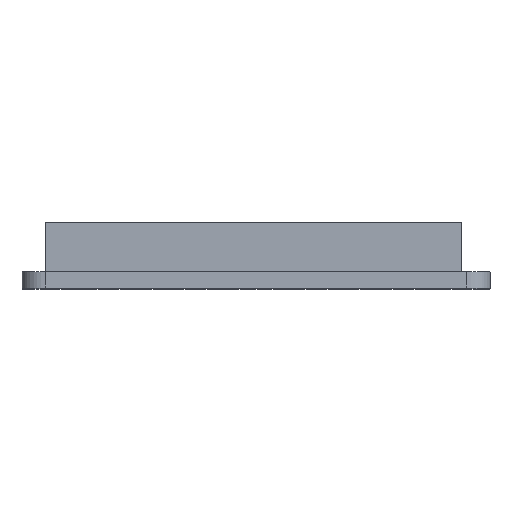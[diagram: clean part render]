
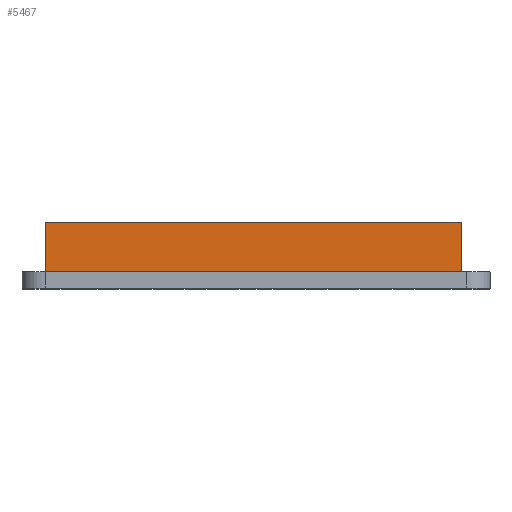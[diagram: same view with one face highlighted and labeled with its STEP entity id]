
A CAD part, top view. The second image highlights one B-rep face of the part: STEP entity #5467.
In plain terms, the highlighted planar face has unit normal (0, 0, 1).
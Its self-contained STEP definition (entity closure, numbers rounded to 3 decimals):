
#5467 = ADVANCED_FACE ( 'NONE', ( #24217 ), #13864, .T. ) ;
#6324 = ORIENTED_EDGE ( 'NONE', *, *, #9162, .T. ) ;
#6787 = VERTEX_POINT ( 'NONE', #17973 ) ;
#8478 = LINE ( 'NONE', #12220, #13651 ) ;
#8484 = DIRECTION ( 'NONE',  ( 0., -1., 0. ) ) ;
#8705 = DIRECTION ( 'NONE',  ( 1., 0., 0. ) ) ;
#9162 = EDGE_CURVE ( 'NONE', #42507, #41816, #15312, .T. ) ;
#10848 = CARTESIAN_POINT ( 'NONE',  ( 8.8, 0.7, 14. ) ) ;
#11802 = LINE ( 'NONE', #38689, #21117 ) ;
#12220 = CARTESIAN_POINT ( 'NONE',  ( -0.1, 2.8, 14. ) ) ;
#13651 = VECTOR ( 'NONE', #22106, 1000. ) ;
#13864 = PLANE ( 'NONE',  #24876 ) ;
#15312 = LINE ( 'NONE', #15531, #25121 ) ;
#15531 = CARTESIAN_POINT ( 'NONE',  ( -9., 0.7, 14. ) ) ;
#16025 = CARTESIAN_POINT ( 'NONE',  ( 8.8, 2.8, 14. ) ) ;
#17973 = CARTESIAN_POINT ( 'NONE',  ( -9., 2.8, 14. ) ) ;
#18018 = DIRECTION ( 'NONE',  ( 1., 0., 0. ) ) ;
#19170 = EDGE_CURVE ( 'NONE', #6787, #35739, #8478, .T. ) ;
#20877 = EDGE_CURVE ( 'NONE', #35739, #41816, #20945, .T. ) ;
#20945 = LINE ( 'NONE', #27596, #29952 ) ;
#21117 = VECTOR ( 'NONE', #8484, 1000. ) ;
#22106 = DIRECTION ( 'NONE',  ( 1., 0., 0. ) ) ;
#24217 = FACE_OUTER_BOUND ( 'NONE', #29969, .T. ) ;
#24811 = ORIENTED_EDGE ( 'NONE', *, *, #20877, .F. ) ;
#24876 = AXIS2_PLACEMENT_3D ( 'NONE', #37659, #41168, #18018 ) ;
#25121 = VECTOR ( 'NONE', #8705, 1000. ) ;
#27596 = CARTESIAN_POINT ( 'NONE',  ( 8.8, 0.7, 14. ) ) ;
#27620 = EDGE_CURVE ( 'NONE', #6787, #42507, #11802, .T. ) ;
#29952 = VECTOR ( 'NONE', #30679, 1000. ) ;
#29969 = EDGE_LOOP ( 'NONE', ( #42500, #30230, #6324, #24811 ) ) ;
#30230 = ORIENTED_EDGE ( 'NONE', *, *, #27620, .T. ) ;
#30679 = DIRECTION ( 'NONE',  ( 0., -1., 0. ) ) ;
#32165 = CARTESIAN_POINT ( 'NONE',  ( -9., 0.7, 14. ) ) ;
#35739 = VERTEX_POINT ( 'NONE', #16025 ) ;
#37659 = CARTESIAN_POINT ( 'NONE',  ( -9., 0.7, 14. ) ) ;
#38689 = CARTESIAN_POINT ( 'NONE',  ( -9., 0.7, 14. ) ) ;
#41168 = DIRECTION ( 'NONE',  ( 0., 0., 1. ) ) ;
#41816 = VERTEX_POINT ( 'NONE', #10848 ) ;
#42500 = ORIENTED_EDGE ( 'NONE', *, *, #19170, .F. ) ;
#42507 = VERTEX_POINT ( 'NONE', #32165 ) ;
